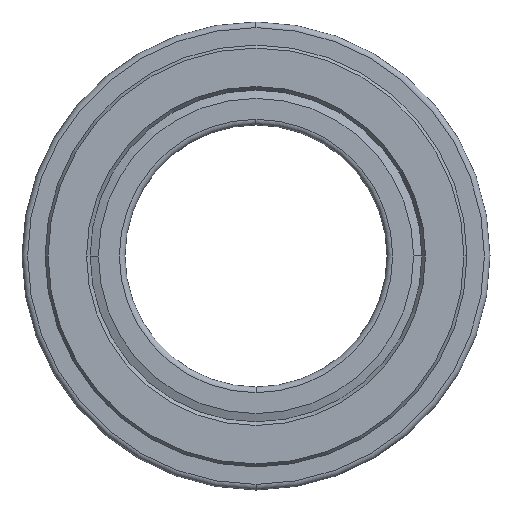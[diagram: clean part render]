
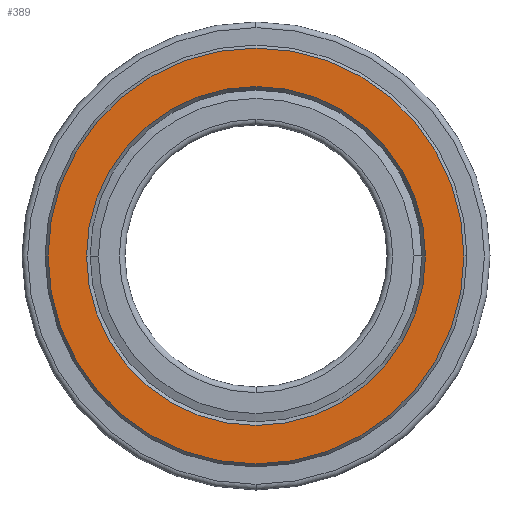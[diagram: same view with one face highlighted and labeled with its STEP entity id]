
A CAD part, left-side view. The second image highlights one B-rep face of the part: STEP entity #389.
In plain terms, the highlighted planar face has unit normal (-1, 0, 0).
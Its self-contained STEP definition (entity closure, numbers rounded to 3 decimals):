
#389=ADVANCED_FACE('',(#1107,#1108),#1109,.T.);
#1107=FACE_OUTER_BOUND('',#1854,.T.);
#1108=FACE_BOUND('',#1855,.T.);
#1109=PLANE('',#1856);
#1854=EDGE_LOOP('',(#4402,#4403));
#1855=EDGE_LOOP('',(#4404,#4405));
#1856=AXIS2_PLACEMENT_3D('',#4406,#4407,#4408);
#4402=ORIENTED_EDGE('',*,*,#5354,.F.);
#4403=ORIENTED_EDGE('',*,*,#5384,.F.);
#4404=ORIENTED_EDGE('',*,*,#5383,.T.);
#4405=ORIENTED_EDGE('',*,*,#5357,.T.);
#4406=CARTESIAN_POINT('',(0.,50.405,0.0));
#4407=DIRECTION('',(-1.0,0.0,0.0));
#4408=DIRECTION('',(0.0,-1.0,0.0));
#5354=EDGE_CURVE('',#6757,#6759,#6760,.T.);
#5357=EDGE_CURVE('',#6765,#6762,#6766,.T.);
#5383=EDGE_CURVE('',#6762,#6765,#6805,.T.);
#5384=EDGE_CURVE('',#6759,#6757,#6806,.T.);
#6757=VERTEX_POINT('',#13394);
#6759=VERTEX_POINT('',#13397);
#6760=CIRCLE('',#13398,55.536);
#6762=VERTEX_POINT('',#13401);
#6765=VERTEX_POINT('',#13405);
#6766=CIRCLE('',#13406,45.274);
#6805=CIRCLE('',#13456,45.274);
#6806=CIRCLE('',#13457,55.536);
#13394=CARTESIAN_POINT('',(0.,55.536,0.0));
#13397=CARTESIAN_POINT('',(0.,-55.536,0.));
#13398=AXIS2_PLACEMENT_3D('',#15085,#15086,#15087);
#13401=CARTESIAN_POINT('',(0.,45.274,0.0));
#13405=CARTESIAN_POINT('',(0.,-45.274,0.));
#13406=AXIS2_PLACEMENT_3D('',#15090,#15091,#15092);
#13456=AXIS2_PLACEMENT_3D('',#15146,#15147,#15148);
#13457=AXIS2_PLACEMENT_3D('',#15149,#15150,#15151);
#15085=CARTESIAN_POINT('',(0.,0.0,0.0));
#15086=DIRECTION('',(1.0,0.0,0.0));
#15087=DIRECTION('',(0.0,1.0,0.0));
#15090=CARTESIAN_POINT('',(0.,0.0,0.0));
#15091=DIRECTION('',(1.0,0.0,0.0));
#15092=DIRECTION('',(0.0,1.0,0.0));
#15146=CARTESIAN_POINT('',(0.,0.0,0.0));
#15147=DIRECTION('',(1.0,0.0,0.0));
#15148=DIRECTION('',(0.0,1.0,0.0));
#15149=CARTESIAN_POINT('',(0.,0.0,0.0));
#15150=DIRECTION('',(1.0,0.0,0.0));
#15151=DIRECTION('',(0.0,1.0,0.0));
